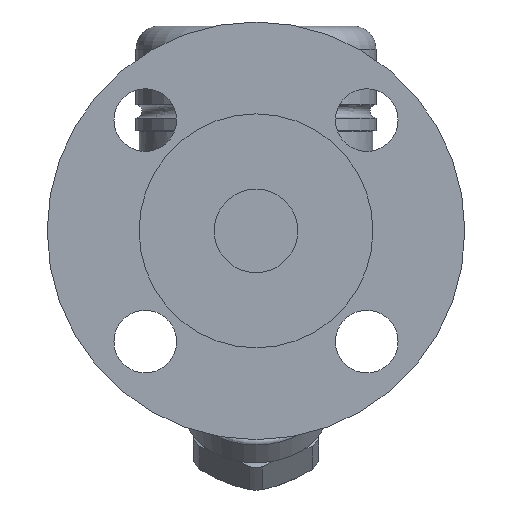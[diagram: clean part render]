
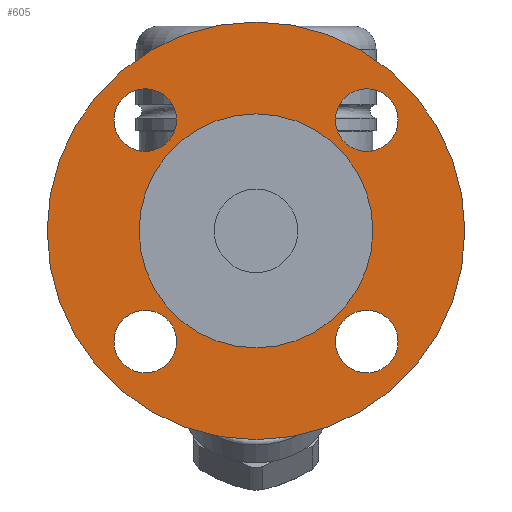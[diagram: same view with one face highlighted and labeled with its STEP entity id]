
A CAD part, left-side view. The second image highlights one B-rep face of the part: STEP entity #605.
In plain terms, the highlighted free-form (B-spline) face has degree [1, 1] with [2, 2] control points.
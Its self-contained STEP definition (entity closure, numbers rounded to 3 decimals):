
#426=CARTESIAN_POINT('',(-81.5,0.0,50.0));
#427=VERTEX_POINT('',#426);
#428=CARTESIAN_POINT('',(-81.5,0.0,0.));
#429=DIRECTION('',(-1.0,0.0,0.0));
#430=DIRECTION('',(0.0,0.0,1.0));
#431=AXIS2_PLACEMENT_3D('',#428,#429,#430);
#432=CIRCLE('',#431,50.0);
#433=EDGE_CURVE('',#427,#427,#432,.T.);
#449=CARTESIAN_POINT('',(-81.5,-19.017,26.517));
#450=VERTEX_POINT('',#449);
#451=CARTESIAN_POINT('',(-81.5,-26.517,26.517));
#452=DIRECTION('',(1.0,0.0,0.0));
#453=DIRECTION('',(0.0,1.0,0.0));
#454=AXIS2_PLACEMENT_3D('',#451,#452,#453);
#455=CIRCLE('',#454,7.5);
#456=EDGE_CURVE('',#450,#450,#455,.T.);
#469=CARTESIAN_POINT('',(-81.5,-26.517,-19.017));
#470=VERTEX_POINT('',#469);
#471=CARTESIAN_POINT('',(-81.5,-26.517,-26.517));
#472=DIRECTION('',(1.0,0.0,0.0));
#473=DIRECTION('',(0.0,0.0,1.0));
#474=AXIS2_PLACEMENT_3D('',#471,#472,#473);
#475=CIRCLE('',#474,7.5);
#476=EDGE_CURVE('',#470,#470,#475,.T.);
#489=CARTESIAN_POINT('',(-81.5,19.017,-26.517));
#490=VERTEX_POINT('',#489);
#491=CARTESIAN_POINT('',(-81.5,26.517,-26.517));
#492=DIRECTION('',(1.0,0.0,0.0));
#493=DIRECTION('',(0.0,-1.0,0.0));
#494=AXIS2_PLACEMENT_3D('',#491,#492,#493);
#495=CIRCLE('',#494,7.5);
#496=EDGE_CURVE('',#490,#490,#495,.T.);
#509=CARTESIAN_POINT('',(-81.5,26.517,19.017));
#510=VERTEX_POINT('',#509);
#511=CARTESIAN_POINT('',(-81.5,26.517,26.517));
#512=DIRECTION('',(1.0,0.0,0.0));
#513=DIRECTION('',(0.0,0.0,-1.0));
#514=AXIS2_PLACEMENT_3D('',#511,#512,#513);
#515=CIRCLE('',#514,7.5);
#516=EDGE_CURVE('',#510,#510,#515,.T.);
#567=CARTESIAN_POINT('',(-81.5,0.0,28.0));
#568=VERTEX_POINT('',#567);
#569=CARTESIAN_POINT('',(-81.5,0.0,0.));
#570=DIRECTION('',(-1.0,0.0,0.0));
#571=DIRECTION('',(0.0,0.0,1.0));
#572=AXIS2_PLACEMENT_3D('',#569,#570,#571);
#573=CIRCLE('',#572,28.);
#574=EDGE_CURVE('',#568,#568,#573,.T.);
#582=CARTESIAN_POINT('',(-81.5,50.0,50.0));
#583=CARTESIAN_POINT('',(-81.5,50.0,-50.0));
#584=CARTESIAN_POINT('',(-81.5,-50.0,50.0));
#585=CARTESIAN_POINT('',(-81.5,-50.0,-50.0));
#586=B_SPLINE_SURFACE_WITH_KNOTS('',1,1,((#582,#584),(#583,#585)),.UNSPECIFIED.,.F.,.F.,.U.,(2,2),(2,2),(0.0,100.0),(0.0,100.0),.UNSPECIFIED.);
#587=ORIENTED_EDGE('',*,*,#433,.T.);
#588=EDGE_LOOP('',(#587));
#589=FACE_OUTER_BOUND('',#588,.T.);
#590=ORIENTED_EDGE('',*,*,#456,.T.);
#591=EDGE_LOOP('',(#590));
#592=FACE_BOUND('',#591,.T.);
#593=ORIENTED_EDGE('',*,*,#476,.T.);
#594=EDGE_LOOP('',(#593));
#595=FACE_BOUND('',#594,.T.);
#596=ORIENTED_EDGE('',*,*,#496,.T.);
#597=EDGE_LOOP('',(#596));
#598=FACE_BOUND('',#597,.T.);
#599=ORIENTED_EDGE('',*,*,#516,.T.);
#600=EDGE_LOOP('',(#599));
#601=FACE_BOUND('',#600,.T.);
#602=ORIENTED_EDGE('',*,*,#574,.F.);
#603=EDGE_LOOP('',(#602));
#604=FACE_BOUND('',#603,.T.);
#605=ADVANCED_FACE('',(#589,#592,#595,#598,#601,#604),#586,.T.);
